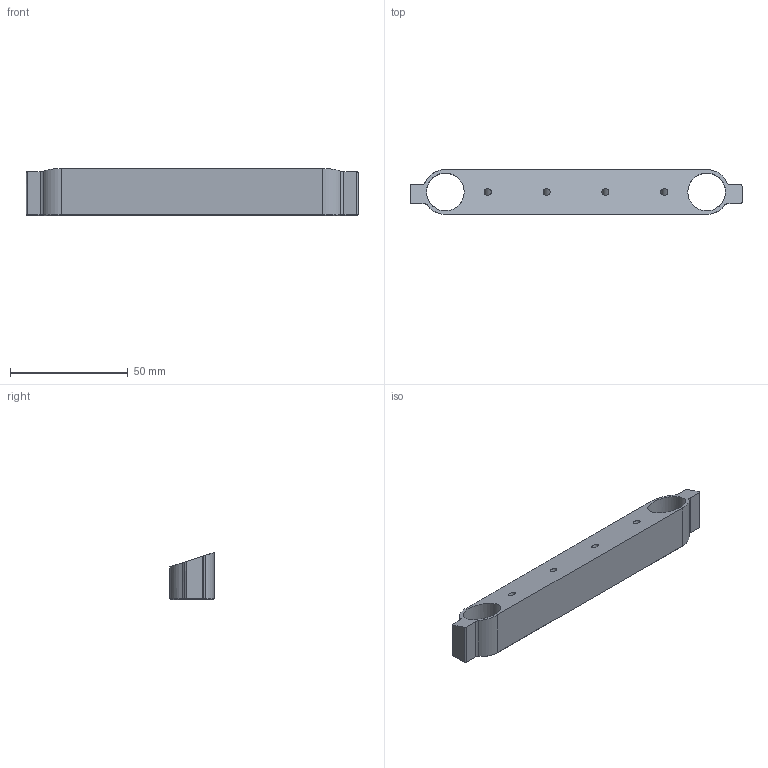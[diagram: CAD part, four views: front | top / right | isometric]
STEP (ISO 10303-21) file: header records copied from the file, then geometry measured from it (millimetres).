
FILE_DESCRIPTION(/* description */ (''),/* implementation_level */ '2;1');
FILE_NAME(/* name */ 'Leg connector v8.step',/* time_stamp */ '2023-04-04T07:16:27+02:00',/* author */ (''),/* organization */ (''),/* preprocessor_version */ 'ST-DEVELOPER v19.2',/* originating_system */ 'Autodesk Translation Framework v11.17.0.187',/* authorisation */ '');
FILE_SCHEMA (('AUTOMOTIVE_DESIGN { 1 0 10303 214 3 1 1 }'));
Length unit declared in the file: millimetre
Products named in the file (1): Leg connector
Bounding box: 141 x 19 x 20 mm (x, y, z)
Volume: 18195 mm3; surface area: 15696 mm2
Topology: 1 solids, 1 shells, 179 faces, 404 edges, 236 vertices
Faces by surface type: plane 63, cylinder 58, cone 36, bspline 22
Full cylindrical faces by diameter (mm): 3 x4, 16 x2
Entity records: 5571 total; most frequent: CARTESIAN_POINT 1478, DIRECTION 900, ORIENTED_EDGE 808, EDGE_CURVE 404, AXIS2_PLACEMENT_3D 338, VERTEX_POINT 236, LINE 224, VECTOR 224
